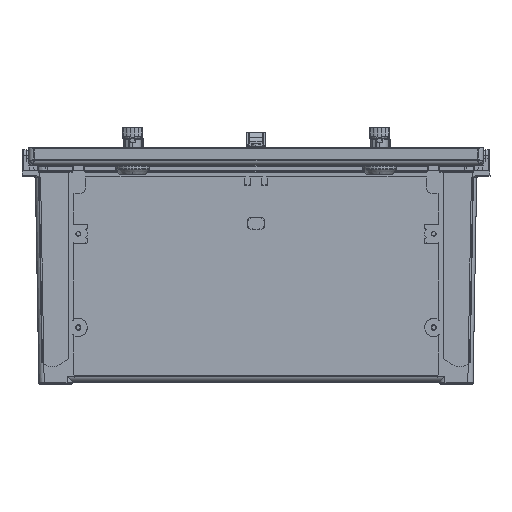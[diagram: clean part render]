
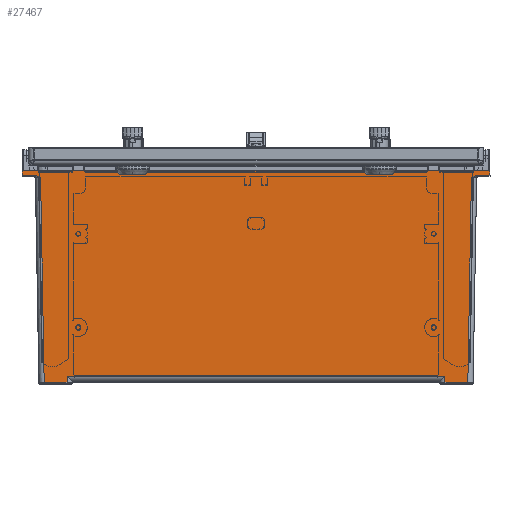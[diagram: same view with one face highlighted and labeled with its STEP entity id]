
A CAD part, top view. The second image highlights one B-rep face of the part: STEP entity #27467.
In plain terms, the highlighted planar face has unit normal (0, -0.009, 1).
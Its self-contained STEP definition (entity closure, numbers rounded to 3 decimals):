
#1190=DIRECTION('',(1.,0.,0.));
#1191=VECTOR('',#1190,19.523);
#1192=CARTESIAN_POINT('',(161.518,-1.008,198.42));
#1193=LINE('',#1192,#1191);
#1212=DIRECTION('',(1.,0.,0.));
#1213=VECTOR('',#1212,322.844);
#1214=CARTESIAN_POINT('',(-161.422,4.461,198.468));
#1215=LINE('',#1214,#1213);
#1216=CARTESIAN_POINT('',(161.422,4.461,198.468));
#1229=DIRECTION('',(-0.017,1.,0.009));
#1230=VECTOR('',#1229,175.059);
#1231=CARTESIAN_POINT('',(-181.04,-1.008,
198.42));
#1232=LINE('',#1231,#1230);
#1233=CARTESIAN_POINT('',(-199.984,176.,199.972));
#1234=CARTESIAN_POINT('',(-199.961,177.333,199.984));
#1235=CARTESIAN_POINT('',(-199.967,178.667,199.981));
#1236=CARTESIAN_POINT('',(-199.944,180.,199.992));
#1238=DIRECTION('',(-0.017,-1.,-0.009));
#1239=VECTOR('',#1238,175.058);
#1240=CARTESIAN_POINT('',(184.095,174.017,199.948));
#1241=LINE('',#1240,#1239);
#1242=DIRECTION('',(-0.017,1.,0.009));
#1243=VECTOR('',#1242,5.47);
#1244=CARTESIAN_POINT('',(161.518,-1.008,198.42));
#1245=LINE('',#1244,#1243);
#1255=DIRECTION('',(1.,0.,0.));
#1256=VECTOR('',#1255,19.523);
#1257=CARTESIAN_POINT('',(-181.04,-1.008,
198.42));
#1258=LINE('',#1257,#1256);
#1387=DIRECTION('',(0.017,1.,0.009));
#1388=VECTOR('',#1387,5.469);
#1389=CARTESIAN_POINT('',(-161.518,-1.007,
198.42));
#1390=LINE('',#1389,#1388);
#2143=CARTESIAN_POINT('',(184.095,174.017,199.948));
#2144=CARTESIAN_POINT('',(184.407,174.226,199.95));
#2145=CARTESIAN_POINT('',(185.006,174.623,199.953));
#2146=CARTESIAN_POINT('',(185.853,175.13,199.958));
#2147=CARTESIAN_POINT('',(186.658,175.528,199.961));
#2148=CARTESIAN_POINT('',(187.42,175.807,199.964));
#2149=CARTESIAN_POINT('',(188.132,175.967,199.964));
#2150=CARTESIAN_POINT('',(188.563,176.,199.966));
#2151=CARTESIAN_POINT('',(188.769,176.,199.966));
#2199=DIRECTION('',(1.,0.,0.001));
#2200=VECTOR('',#2199,11.216);
#2201=CARTESIAN_POINT('',(188.769,176.,199.966));
#2202=LINE('',#2201,#2200);
#2245=CARTESIAN_POINT('',(199.984,176.,199.972));
#2246=CARTESIAN_POINT('',(199.961,177.333,199.984));
#2247=CARTESIAN_POINT('',(199.967,178.667,199.981));
#2248=CARTESIAN_POINT('',(199.944,180.,199.992));
#2989=DIRECTION('',(-1.,0.,0.));
#2990=VECTOR('',#2989,399.888);
#2991=CARTESIAN_POINT('',(199.944,180.,199.992));
#2992=LINE('',#2991,#2990);
#18497=DIRECTION('',(1.,0.,-0.001));
#18498=VECTOR('',#18497,11.216);
#18499=CARTESIAN_POINT('',(-199.984,176.,
199.972));
#18500=LINE('',#18499,#18498);
#18758=CARTESIAN_POINT('',(-188.769,176.,
199.966));
#18759=CARTESIAN_POINT('',(-188.561,176.,
199.966));
#18760=CARTESIAN_POINT('',(-188.128,175.967,
199.964));
#18761=CARTESIAN_POINT('',(-187.412,175.805,
199.964));
#18762=CARTESIAN_POINT('',(-186.653,175.525,
199.961));
#18763=CARTESIAN_POINT('',(-185.849,175.128,
199.957));
#18764=CARTESIAN_POINT('',(-185.006,174.623,
199.953));
#18765=CARTESIAN_POINT('',(-184.407,174.225,
199.95));
#18766=CARTESIAN_POINT('',(-184.095,174.017,
199.948));
#22789=CARTESIAN_POINT('',(181.04,-1.008,
198.42));
#22790=VERTEX_POINT('',#22789);
#22792=CARTESIAN_POINT('',(161.518,-1.008,
198.42));
#22793=VERTEX_POINT('',#22792);
#22794=VERTEX_POINT('',#1216);
#22795=CARTESIAN_POINT('',(-161.422,4.461,
198.468));
#22796=VERTEX_POINT('',#22795);
#22797=CARTESIAN_POINT('',(-181.04,-1.008,
198.42));
#22798=CARTESIAN_POINT('',(-161.518,-1.007,
198.42));
#22799=VERTEX_POINT('',#22797);
#22800=VERTEX_POINT('',#22798);
#22801=CARTESIAN_POINT('',(-184.095,174.017,
199.948));
#22802=VERTEX_POINT('',#22801);
#22803=VERTEX_POINT('',#18758);
#22804=CARTESIAN_POINT('',(-199.984,176.,
199.972));
#22805=VERTEX_POINT('',#22804);
#22806=VERTEX_POINT('',#1236);
#22807=CARTESIAN_POINT('',(199.944,180.,199.992));
#22808=VERTEX_POINT('',#22807);
#22809=VERTEX_POINT('',#2245);
#22810=CARTESIAN_POINT('',(188.769,176.,199.966));
#22811=VERTEX_POINT('',#22810);
#22812=VERTEX_POINT('',#2143);
#27435=CARTESIAN_POINT('',(240.,0.,198.429));
#27436=DIRECTION('',(0.,0.009,-1.));
#27437=DIRECTION('',(0.,1.,0.009));
#27438=AXIS2_PLACEMENT_3D('',#27435,#27436,#27437);
#27439=PLANE('',#27438);
#27441=ORIENTED_EDGE('',*,*,#27440,.F.);
#27443=ORIENTED_EDGE('',*,*,#27442,.T.);
#27445=ORIENTED_EDGE('',*,*,#27444,.F.);
#27447=ORIENTED_EDGE('',*,*,#27446,.F.);
#27449=ORIENTED_EDGE('',*,*,#27448,.T.);
#27451=ORIENTED_EDGE('',*,*,#27450,.F.);
#27453=ORIENTED_EDGE('',*,*,#27452,.F.);
#27455=ORIENTED_EDGE('',*,*,#27454,.F.);
#27457=ORIENTED_EDGE('',*,*,#27456,.F.);
#27459=ORIENTED_EDGE('',*,*,#27458,.T.);
#27460=ORIENTED_EDGE('',*,*,#27388,.F.);
#27461=ORIENTED_EDGE('',*,*,#27416,.T.);
#27462=ORIENTED_EDGE('',*,*,#27426,.F.);
#27464=ORIENTED_EDGE('',*,*,#27463,.F.);
#27465=EDGE_LOOP('',(#27441,#27443,#27445,#27447,#27449,#27451,#27453,#27455,
#27457,#27459,#27460,#27461,#27462,#27464));
#27466=FACE_OUTER_BOUND('',#27465,.F.);
#27467=ADVANCED_FACE('',(#27466),#27439,.F.);
#1237=B_SPLINE_CURVE_WITH_KNOTS('',3,(#1233,#1234,#1235,#1236),.UNSPECIFIED.,
.F.,.F.,(4,4),(0.,1.),.UNSPECIFIED.);
#2152=B_SPLINE_CURVE_WITH_KNOTS('',3,(#2143,#2144,#2145,#2146,#2147,#2148,#2149,
#2150,#2151),.UNSPECIFIED.,.F.,.F.,(4,1,1,1,1,1,4),(0.,0.167,
0.333,0.5,0.667,0.833,1.),
.UNSPECIFIED.);
#2249=B_SPLINE_CURVE_WITH_KNOTS('',3,(#2245,#2246,#2247,#2248),.UNSPECIFIED.,
.F.,.F.,(4,4),(0.,1.),.UNSPECIFIED.);
#18767=B_SPLINE_CURVE_WITH_KNOTS('',3,(#18758,#18759,#18760,#18761,#18762,
#18763,#18764,#18765,#18766),.UNSPECIFIED.,.F.,.F.,(4,1,1,1,1,1,4),(0.,
0.167,0.333,0.5,0.667,0.833,
1.),.UNSPECIFIED.);
#27388=EDGE_CURVE('',#22793,#22790,#1193,.T.);
#27416=EDGE_CURVE('',#22793,#22794,#1245,.T.);
#27426=EDGE_CURVE('',#22796,#22794,#1215,.T.);
#27440=EDGE_CURVE('',#22799,#22800,#1258,.T.);
#27442=EDGE_CURVE('',#22799,#22802,#1232,.T.);
#27444=EDGE_CURVE('',#22803,#22802,#18767,.T.);
#27446=EDGE_CURVE('',#22805,#22803,#18500,.T.);
#27448=EDGE_CURVE('',#22805,#22806,#1237,.T.);
#27450=EDGE_CURVE('',#22808,#22806,#2992,.T.);
#27452=EDGE_CURVE('',#22809,#22808,#2249,.T.);
#27454=EDGE_CURVE('',#22811,#22809,#2202,.T.);
#27456=EDGE_CURVE('',#22812,#22811,#2152,.T.);
#27458=EDGE_CURVE('',#22812,#22790,#1241,.T.);
#27463=EDGE_CURVE('',#22800,#22796,#1390,.T.);
